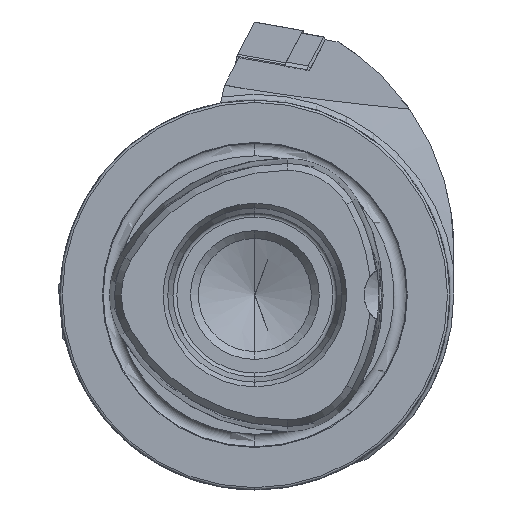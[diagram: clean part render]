
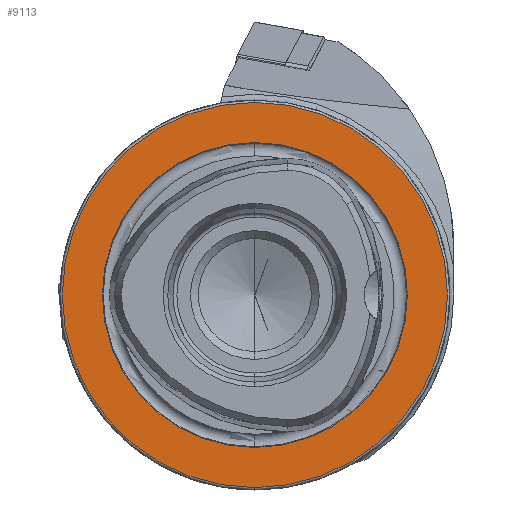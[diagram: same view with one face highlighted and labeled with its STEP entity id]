
A CAD part, left-side view. The second image highlights one B-rep face of the part: STEP entity #9113.
In plain terms, the highlighted planar face has unit normal (-1, 0, 0).
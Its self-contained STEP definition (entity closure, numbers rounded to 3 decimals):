
#26 = DIRECTION ( 'NONE',  ( -1., 0., 0. ) ) ;
#97 = EDGE_CURVE ( 'NONE', #12586, #14205, #3587, .T. ) ;
#287 = DIRECTION ( 'NONE',  ( -1., 0., 0. ) ) ;
#453 = AXIS2_PLACEMENT_3D ( 'NONE', #11700, #287, #1440 ) ;
#542 = AXIS2_PLACEMENT_3D ( 'NONE', #6110, #8500, #3790 ) ;
#722 = DIRECTION ( 'NONE',  ( -1., 0., 0. ) ) ;
#1122 = ORIENTED_EDGE ( 'NONE', *, *, #97, .F. ) ;
#1440 = DIRECTION ( 'NONE',  ( 0., 0., 1. ) ) ;
#1818 = CARTESIAN_POINT ( 'NONE',  ( 0., 0., 0. ) ) ;
#2821 = EDGE_CURVE ( 'NONE', #8078, #9676, #3873, .T. ) ;
#3263 = EDGE_LOOP ( 'NONE', ( #1122, #11897 ) ) ;
#3349 = CIRCLE ( 'NONE', #14626, 19.55 ) ;
#3587 = CIRCLE ( 'NONE', #12466, 19.55 ) ;
#3790 = DIRECTION ( 'NONE',  ( 0., 0., -1. ) ) ;
#3873 = CIRCLE ( 'NONE', #6594, 24.7 ) ;
#5044 = DIRECTION ( 'NONE',  ( 0., 0., 1. ) ) ;
#5569 = DIRECTION ( 'NONE',  ( 0., 0., 1. ) ) ;
#6048 = FACE_BOUND ( 'NONE', #3263, .T. ) ;
#6110 = CARTESIAN_POINT ( 'NONE',  ( 0., 19.55, 0. ) ) ;
#6594 = AXIS2_PLACEMENT_3D ( 'NONE', #1818, #722, #7509 ) ;
#7125 = CARTESIAN_POINT ( 'NONE',  ( 0., 0., 24.7 ) ) ;
#7509 = DIRECTION ( 'NONE',  ( 0., 0., 1. ) ) ;
#8078 = VERTEX_POINT ( 'NONE', #12475 ) ;
#8500 = DIRECTION ( 'NONE',  ( 1., 0., 0. ) ) ;
#8907 = FACE_OUTER_BOUND ( 'NONE', #11996, .T. ) ;
#9113 = ADVANCED_FACE ( 'NONE', ( #6048, #8907 ), #12968, .F. ) ;
#9504 = CARTESIAN_POINT ( 'NONE',  ( 0., 0., 0. ) ) ;
#9676 = VERTEX_POINT ( 'NONE', #7125 ) ;
#9772 = EDGE_CURVE ( 'NONE', #9676, #8078, #11560, .T. ) ;
#9846 = ORIENTED_EDGE ( 'NONE', *, *, #9772, .T. ) ;
#9855 = CARTESIAN_POINT ( 'NONE',  ( 0., 0., 19.55 ) ) ;
#11560 = CIRCLE ( 'NONE', #453, 24.7 ) ;
#11700 = CARTESIAN_POINT ( 'NONE',  ( 0., 0., 0. ) ) ;
#11740 = DIRECTION ( 'NONE',  ( -1., 0., 0. ) ) ;
#11897 = ORIENTED_EDGE ( 'NONE', *, *, #14367, .F. ) ;
#11996 = EDGE_LOOP ( 'NONE', ( #9846, #13241 ) ) ;
#12466 = AXIS2_PLACEMENT_3D ( 'NONE', #13600, #26, #5569 ) ;
#12475 = CARTESIAN_POINT ( 'NONE',  ( 0., 0., -24.7 ) ) ;
#12586 = VERTEX_POINT ( 'NONE', #9855 ) ;
#12968 = PLANE ( 'NONE',  #542 ) ;
#13241 = ORIENTED_EDGE ( 'NONE', *, *, #2821, .T. ) ;
#13457 = CARTESIAN_POINT ( 'NONE',  ( 0., 0., -19.55 ) ) ;
#13600 = CARTESIAN_POINT ( 'NONE',  ( 0., 0., 0. ) ) ;
#14205 = VERTEX_POINT ( 'NONE', #13457 ) ;
#14367 = EDGE_CURVE ( 'NONE', #14205, #12586, #3349, .T. ) ;
#14626 = AXIS2_PLACEMENT_3D ( 'NONE', #9504, #11740, #5044 ) ;
